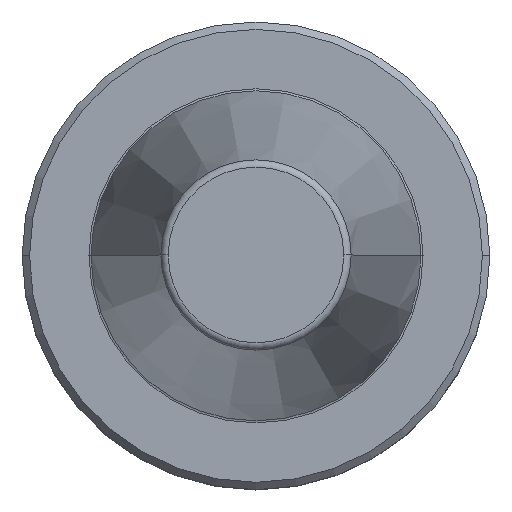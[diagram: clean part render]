
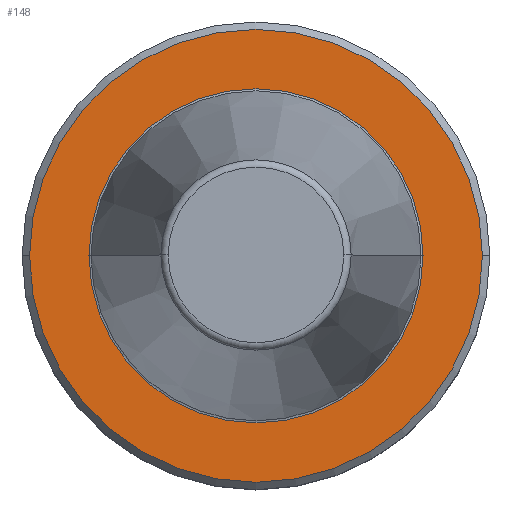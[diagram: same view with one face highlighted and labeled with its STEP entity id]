
A CAD part, top view. The second image highlights one B-rep face of the part: STEP entity #148.
In plain terms, the highlighted planar face has unit normal (0, 0, 1).
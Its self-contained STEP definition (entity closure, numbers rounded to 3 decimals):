
#15 = VERTEX_POINT ( 'NONE', #998 ) ;
#43 = CIRCLE ( 'NONE', #165, 30.5 ) ;
#55 = CARTESIAN_POINT ( 'NONE',  ( 30.5, 0., -1.311 ) ) ;
#87 = FACE_OUTER_BOUND ( 'NONE', #529, .T. ) ;
#102 = ORIENTED_EDGE ( 'NONE', *, *, #581, .T. ) ;
#122 = PLANE ( 'NONE',  #490 ) ;
#128 = CARTESIAN_POINT ( 'NONE',  ( 22.5, 0., -1.311 ) ) ;
#136 = ORIENTED_EDGE ( 'NONE', *, *, #385, .F. ) ;
#148 = ADVANCED_FACE ( 'NONE', ( #566, #87 ), #122, .F. ) ;
#165 = AXIS2_PLACEMENT_3D ( 'NONE', #646, #840, #766 ) ;
#177 = CARTESIAN_POINT ( 'NONE',  ( 0., 0., -1.311 ) ) ;
#187 = AXIS2_PLACEMENT_3D ( 'NONE', #696, #919, #651 ) ;
#190 = VERTEX_POINT ( 'NONE', #55 ) ;
#281 = AXIS2_PLACEMENT_3D ( 'NONE', #177, #745, #832 ) ;
#289 = AXIS2_PLACEMENT_3D ( 'NONE', #844, #792, #665 ) ;
#344 = CARTESIAN_POINT ( 'NONE',  ( -30.5, 0., -1.311 ) ) ;
#385 = EDGE_CURVE ( 'NONE', #15, #661, #472, .T. ) ;
#399 = EDGE_CURVE ( 'NONE', #190, #514, #441, .T. ) ;
#441 = CIRCLE ( 'NONE', #281, 30.5 ) ;
#472 = CIRCLE ( 'NONE', #289, 22.5 ) ;
#490 = AXIS2_PLACEMENT_3D ( 'NONE', #510, #885, #587 ) ;
#510 = CARTESIAN_POINT ( 'NONE',  ( 0., 30.5, -1.311 ) ) ;
#514 = VERTEX_POINT ( 'NONE', #344 ) ;
#529 = EDGE_LOOP ( 'NONE', ( #102, #923 ) ) ;
#560 = EDGE_CURVE ( 'NONE', #661, #15, #886, .T. ) ;
#566 = FACE_BOUND ( 'NONE', #928, .T. ) ;
#581 = EDGE_CURVE ( 'NONE', #514, #190, #43, .T. ) ;
#587 = DIRECTION ( 'NONE',  ( -1., 0., 0. ) ) ;
#646 = CARTESIAN_POINT ( 'NONE',  ( 0., 0., -1.311 ) ) ;
#651 = DIRECTION ( 'NONE',  ( 1., 0., 0. ) ) ;
#661 = VERTEX_POINT ( 'NONE', #128 ) ;
#665 = DIRECTION ( 'NONE',  ( 1., 0., 0. ) ) ;
#696 = CARTESIAN_POINT ( 'NONE',  ( 0., 0., -1.311 ) ) ;
#745 = DIRECTION ( 'NONE',  ( 0., 0., 1. ) ) ;
#766 = DIRECTION ( 'NONE',  ( 1., 0., 0. ) ) ;
#792 = DIRECTION ( 'NONE',  ( 0., 0., 1. ) ) ;
#794 = ORIENTED_EDGE ( 'NONE', *, *, #560, .F. ) ;
#832 = DIRECTION ( 'NONE',  ( 1., 0., 0. ) ) ;
#840 = DIRECTION ( 'NONE',  ( 0., 0., 1. ) ) ;
#844 = CARTESIAN_POINT ( 'NONE',  ( 0., 0., -1.311 ) ) ;
#885 = DIRECTION ( 'NONE',  ( 0., 0., -1. ) ) ;
#886 = CIRCLE ( 'NONE', #187, 22.5 ) ;
#919 = DIRECTION ( 'NONE',  ( 0., 0., 1. ) ) ;
#923 = ORIENTED_EDGE ( 'NONE', *, *, #399, .T. ) ;
#928 = EDGE_LOOP ( 'NONE', ( #794, #136 ) ) ;
#998 = CARTESIAN_POINT ( 'NONE',  ( -22.5, 0., -1.311 ) ) ;
